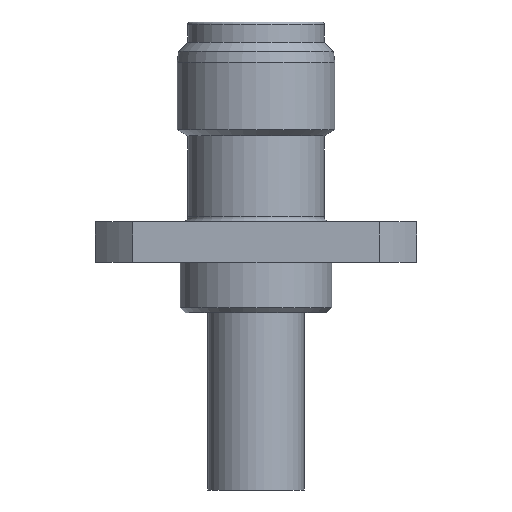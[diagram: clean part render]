
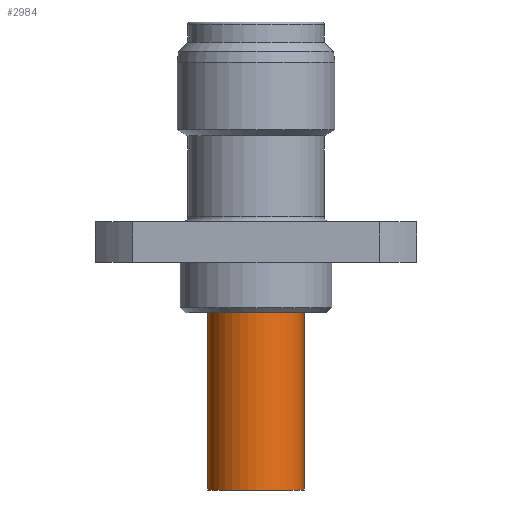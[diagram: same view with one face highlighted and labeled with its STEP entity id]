
A CAD part, front view. The second image highlights one B-rep face of the part: STEP entity #2984.
In plain terms, the highlighted cylindrical face has radius 1.9 mm (diameter 3.8 mm), a partial arc.
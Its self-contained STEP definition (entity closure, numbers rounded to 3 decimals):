
#85 = FACE_OUTER_BOUND ( 'NONE', #1860, .T. ) ;
#93 = CYLINDRICAL_SURFACE ( 'NONE', #3325, 1.9 ) ;
#286 = DIRECTION ( 'NONE',  ( 0., 0., 1. ) ) ;
#400 = CARTESIAN_POINT ( 'NONE',  ( 0., 0., -11.106 ) ) ;
#402 = DIRECTION ( 'NONE',  ( 1., 0., 0. ) ) ;
#889 = EDGE_CURVE ( 'NONE', #1886, #1864, #3268, .T. ) ;
#912 = EDGE_CURVE ( 'NONE', #1785, #1988, #3227, .T. ) ;
#1092 = EDGE_CURVE ( 'NONE', #1988, #1864, #1270, .T. ) ;
#1124 = EDGE_CURVE ( 'NONE', #1886, #1785, #1198, .T. ) ;
#1198 = CIRCLE ( 'NONE', #2853, 1.9 ) ;
#1270 = CIRCLE ( 'NONE', #2841, 1.9 ) ;
#1454 = ORIENTED_EDGE ( 'NONE', *, *, #912, .T. ) ;
#1499 = ORIENTED_EDGE ( 'NONE', *, *, #1124, .T. ) ;
#1573 = ORIENTED_EDGE ( 'NONE', *, *, #1092, .T. ) ;
#1582 = ORIENTED_EDGE ( 'NONE', *, *, #889, .F. ) ;
#1785 = VERTEX_POINT ( 'NONE', #2120 ) ;
#1860 = EDGE_LOOP ( 'NONE', ( #1582, #1499, #1454, #1573 ) ) ;
#1864 = VERTEX_POINT ( 'NONE', #2165 ) ;
#1886 = VERTEX_POINT ( 'NONE', #2179 ) ;
#1988 = VERTEX_POINT ( 'NONE', #2228 ) ;
#2091 = DIRECTION ( 'NONE',  ( 0., 0., -1. ) ) ;
#2120 = CARTESIAN_POINT ( 'NONE',  ( 1.9, 0., -18.5 ) ) ;
#2165 = CARTESIAN_POINT ( 'NONE',  ( -1.9, 0., -11.5 ) ) ;
#2179 = CARTESIAN_POINT ( 'NONE',  ( -1.9, 0., -18.5 ) ) ;
#2228 = CARTESIAN_POINT ( 'NONE',  ( 1.9, 0., -11.5 ) ) ;
#2430 = DIRECTION ( 'NONE',  ( 1., 0., 0. ) ) ;
#2444 = CARTESIAN_POINT ( 'NONE',  ( 0., 0., -11.5 ) ) ;
#2471 = CARTESIAN_POINT ( 'NONE',  ( 0., 0., -18.5 ) ) ;
#2474 = DIRECTION ( 'NONE',  ( 1., 0., 0. ) ) ;
#2475 = DIRECTION ( 'NONE',  ( 0., 0., 1. ) ) ;
#2692 = CARTESIAN_POINT ( 'NONE',  ( -1.9, 0., -11.106 ) ) ;
#2698 = DIRECTION ( 'NONE',  ( 0., 0., 1. ) ) ;
#2713 = CARTESIAN_POINT ( 'NONE',  ( 1.9, 0., -11.106 ) ) ;
#2717 = DIRECTION ( 'NONE',  ( 0., 0., 1. ) ) ;
#2841 = AXIS2_PLACEMENT_3D ( 'NONE', #2444, #2091, #2430 ) ;
#2853 = AXIS2_PLACEMENT_3D ( 'NONE', #2471, #2475, #2474 ) ;
#2984 = ADVANCED_FACE ( 'NONE', ( #85 ), #93, .T. ) ;
#3093 = VECTOR ( 'NONE', #2717, 1000. ) ;
#3151 = VECTOR ( 'NONE', #2698, 1000. ) ;
#3227 = LINE ( 'NONE', #2713, #3093 ) ;
#3268 = LINE ( 'NONE', #2692, #3151 ) ;
#3325 = AXIS2_PLACEMENT_3D ( 'NONE', #400, #286, #402 ) ;
